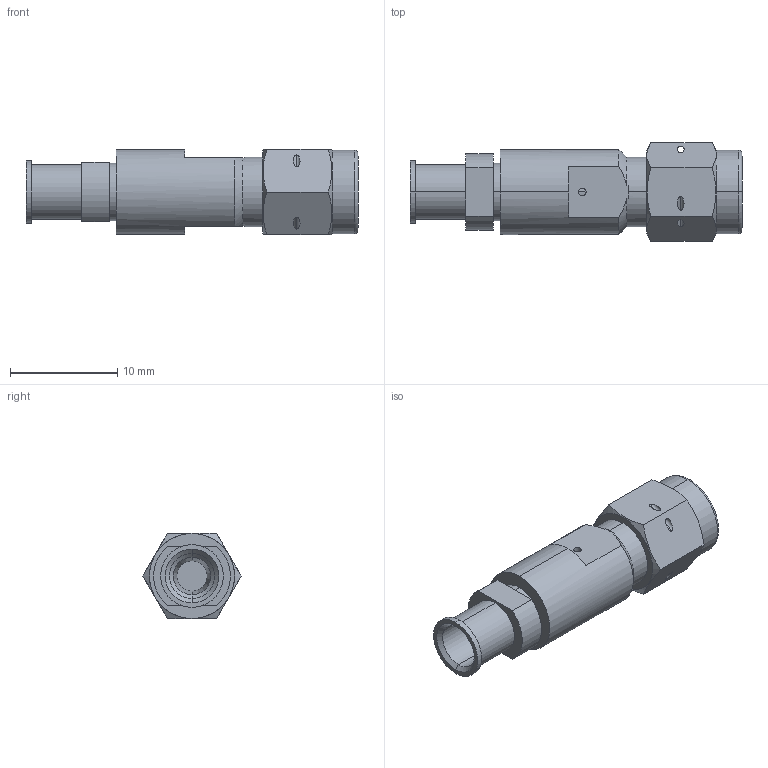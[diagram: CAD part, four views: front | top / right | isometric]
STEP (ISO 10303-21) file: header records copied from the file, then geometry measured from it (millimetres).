
FILE_DESCRIPTION (( 'STEP AP203' ), '1' );
FILE_NAME ('M-SP029.STEP', '2022-07-18T05:47:36', ( '' ), ( '' ), 'SwSTEP 2.0', 'SolidWorks 2018', '' );
FILE_SCHEMA (( 'CONFIG_CONTROL_DESIGN' ));
Length unit declared in the file: inch
Products named in the file (1): M-SP029
Bounding box: 30.94 x 9.15 x 7.92 mm (x, y, z)
Volume: 1004.1 mm3; surface area: 1220.8 mm2
Topology: 1 solids, 1 shells, 112 faces, 268 edges, 170 vertices
Faces by surface type: cylinder 57, plane 26, cone 21, torus 4, sphere 2, bspline 2
Entity records: 3970 total; most frequent: CARTESIAN_POINT 1399, ORIENTED_EDGE 536, DIRECTION 511, EDGE_CURVE 268, AXIS2_PLACEMENT_3D 208, VERTEX_POINT 170, EDGE_LOOP 130, ADVANCED_FACE 112
